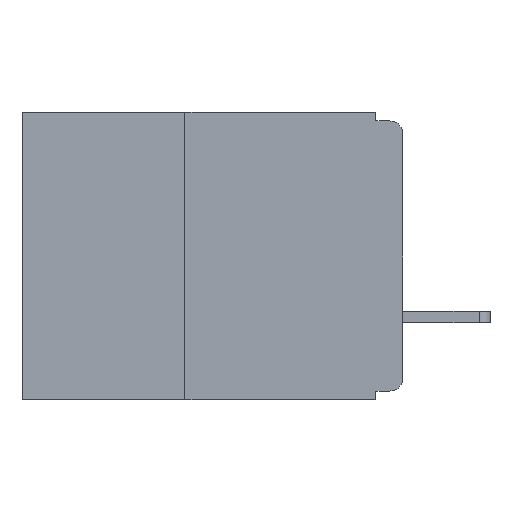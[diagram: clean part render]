
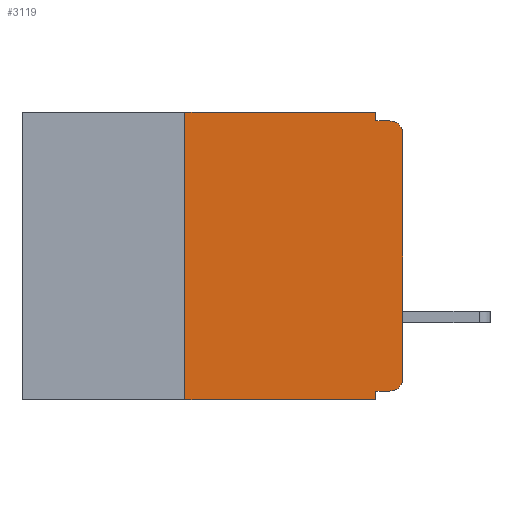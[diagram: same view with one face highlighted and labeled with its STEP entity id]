
A CAD part, left-side view. The second image highlights one B-rep face of the part: STEP entity #3119.
In plain terms, the highlighted planar face has unit normal (-1, 0, 0).
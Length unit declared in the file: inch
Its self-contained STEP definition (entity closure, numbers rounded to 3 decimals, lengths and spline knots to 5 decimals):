
#154 = VECTOR ( 'NONE', #4914, 39.37008 ) ;
#306 = VERTEX_POINT ( 'NONE', #9927 ) ;
#334 = CARTESIAN_POINT ( 'NONE',  ( 0., 0., 0. ) ) ;
#345 = DIRECTION ( 'NONE',  ( 0., 0., -1. ) ) ;
#698 = CIRCLE ( 'NONE', #5222, 0.015 ) ;
#812 = ORIENTED_EDGE ( 'NONE', *, *, #1068, .F. ) ;
#1068 = EDGE_CURVE ( 'NONE', #14557, #1692, #14868, .T. ) ;
#1146 = CARTESIAN_POINT ( 'NONE',  ( 0., 0.25, 0. ) ) ;
#1491 = EDGE_CURVE ( 'NONE', #5326, #8250, #11801, .T. ) ;
#1521 = VECTOR ( 'NONE', #9667, 39.37008 ) ;
#1692 = VERTEX_POINT ( 'NONE', #1146 ) ;
#1712 = DIRECTION ( 'NONE',  ( 0., -1., 0. ) ) ;
#2370 = CARTESIAN_POINT ( 'NONE',  ( 0., 0.015, -0.01 ) ) ;
#2508 = VERTEX_POINT ( 'NONE', #9418 ) ;
#3022 = EDGE_LOOP ( 'NONE', ( #6104, #9546, #5144, #8335, #9724, #812, #13632, #5738, #11845, #9202 ) ) ;
#3046 = VECTOR ( 'NONE', #12764, 39.37008 ) ;
#3073 = CARTESIAN_POINT ( 'NONE',  ( 0., 0., -0.305 ) ) ;
#3119 = ADVANCED_FACE ( 'NONE', ( #12215 ), #11714, .F. ) ;
#3361 = EDGE_CURVE ( 'NONE', #3584, #5392, #5180, .T. ) ;
#3441 = LINE ( 'NONE', #14721, #3046 ) ;
#3584 = VERTEX_POINT ( 'NONE', #7209 ) ;
#4048 = VECTOR ( 'NONE', #345, 39.37008 ) ;
#4484 = LINE ( 'NONE', #9451, #13569 ) ;
#4670 = CARTESIAN_POINT ( 'NONE',  ( 0., 0., -0.01 ) ) ;
#4914 = DIRECTION ( 'NONE',  ( 0., 1., 0. ) ) ;
#5144 = ORIENTED_EDGE ( 'NONE', *, *, #3361, .F. ) ;
#5180 = LINE ( 'NONE', #4670, #11001 ) ;
#5222 = AXIS2_PLACEMENT_3D ( 'NONE', #5759, #5744, #5729 ) ;
#5326 = VERTEX_POINT ( 'NONE', #3073 ) ;
#5379 = CARTESIAN_POINT ( 'NONE',  ( 0., 0., -0.025 ) ) ;
#5392 = VERTEX_POINT ( 'NONE', #2370 ) ;
#5453 = CARTESIAN_POINT ( 'NONE',  ( 0., 0.031, -0.32 ) ) ;
#5729 = DIRECTION ( 'NONE',  ( 0., 0., -1. ) ) ;
#5738 = ORIENTED_EDGE ( 'NONE', *, *, #13193, .F. ) ;
#5744 = DIRECTION ( 'NONE',  ( -1., 0., 0. ) ) ;
#5759 = CARTESIAN_POINT ( 'NONE',  ( 0., 0.015, -0.305 ) ) ;
#5901 = CARTESIAN_POINT ( 'NONE',  ( 0., 0.031, -0.33 ) ) ;
#5938 = EDGE_CURVE ( 'NONE', #2508, #10846, #9864, .T. ) ;
#6104 = ORIENTED_EDGE ( 'NONE', *, *, #1491, .T. ) ;
#6439 = CARTESIAN_POINT ( 'NONE',  ( 0., 0.25, -0.33 ) ) ;
#6581 = CARTESIAN_POINT ( 'NONE',  ( 0., 0.031, -0.33 ) ) ;
#6853 = CARTESIAN_POINT ( 'NONE',  ( 0., 0., -0.32 ) ) ;
#7134 = EDGE_CURVE ( 'NONE', #8250, #5392, #14805, .T. ) ;
#7209 = CARTESIAN_POINT ( 'NONE',  ( 0., 0.031, -0.01 ) ) ;
#7244 = EDGE_CURVE ( 'NONE', #2508, #5326, #698, .T. ) ;
#7245 = DIRECTION ( 'NONE',  ( 0., 0., -1. ) ) ;
#7283 = DIRECTION ( 'NONE',  ( -1., 0., 0. ) ) ;
#7287 = CARTESIAN_POINT ( 'NONE',  ( 0., 0.015, -0.025 ) ) ;
#7970 = DIRECTION ( 'NONE',  ( 1., 0., 0. ) ) ;
#8250 = VERTEX_POINT ( 'NONE', #5379 ) ;
#8335 = ORIENTED_EDGE ( 'NONE', *, *, #13550, .F. ) ;
#8507 = DIRECTION ( 'NONE',  ( 0., 0., -1. ) ) ;
#8675 = VERTEX_POINT ( 'NONE', #5901 ) ;
#9131 = AXIS2_PLACEMENT_3D ( 'NONE', #12099, #7970, #8507 ) ;
#9181 = VECTOR ( 'NONE', #11563, 39.37008 ) ;
#9202 = ORIENTED_EDGE ( 'NONE', *, *, #7244, .T. ) ;
#9401 = DIRECTION ( 'NONE',  ( 0., -1., 0. ) ) ;
#9418 = CARTESIAN_POINT ( 'NONE',  ( 0., 0.015, -0.32 ) ) ;
#9451 = CARTESIAN_POINT ( 'NONE',  ( 0., 0.437, 0. ) ) ;
#9546 = ORIENTED_EDGE ( 'NONE', *, *, #7134, .T. ) ;
#9667 = DIRECTION ( 'NONE',  ( 0., -1., 0. ) ) ;
#9702 = CARTESIAN_POINT ( 'NONE',  ( 0., 0.437, -0.33 ) ) ;
#9724 = ORIENTED_EDGE ( 'NONE', *, *, #10328, .F. ) ;
#9864 = LINE ( 'NONE', #6853, #154 ) ;
#9927 = CARTESIAN_POINT ( 'NONE',  ( 0., 0.031, 0. ) ) ;
#10219 = AXIS2_PLACEMENT_3D ( 'NONE', #7287, #7283, #7245 ) ;
#10291 = EDGE_CURVE ( 'NONE', #14557, #8675, #11401, .T. ) ;
#10328 = EDGE_CURVE ( 'NONE', #1692, #306, #4484, .T. ) ;
#10846 = VERTEX_POINT ( 'NONE', #5453 ) ;
#11001 = VECTOR ( 'NONE', #1712, 39.37008 ) ;
#11401 = LINE ( 'NONE', #9702, #1521 ) ;
#11563 = DIRECTION ( 'NONE',  ( 0., 0., 1. ) ) ;
#11590 = CARTESIAN_POINT ( 'NONE',  ( 0., 0.25, -0.33 ) ) ;
#11714 = PLANE ( 'NONE',  #9131 ) ;
#11801 = LINE ( 'NONE', #334, #14254 ) ;
#11845 = ORIENTED_EDGE ( 'NONE', *, *, #5938, .F. ) ;
#12099 = CARTESIAN_POINT ( 'NONE',  ( 0., 0.437, 0. ) ) ;
#12215 = FACE_OUTER_BOUND ( 'NONE', #3022, .T. ) ;
#12395 = DIRECTION ( 'NONE',  ( 0., 0., 1. ) ) ;
#12764 = DIRECTION ( 'NONE',  ( 0., 0., -1. ) ) ;
#13185 = LINE ( 'NONE', #6581, #4048 ) ;
#13193 = EDGE_CURVE ( 'NONE', #10846, #8675, #13185, .T. ) ;
#13550 = EDGE_CURVE ( 'NONE', #306, #3584, #3441, .T. ) ;
#13569 = VECTOR ( 'NONE', #9401, 39.37008 ) ;
#13632 = ORIENTED_EDGE ( 'NONE', *, *, #10291, .T. ) ;
#14254 = VECTOR ( 'NONE', #12395, 39.37008 ) ;
#14557 = VERTEX_POINT ( 'NONE', #6439 ) ;
#14721 = CARTESIAN_POINT ( 'NONE',  ( 0., 0.031, 0. ) ) ;
#14805 = CIRCLE ( 'NONE', #10219, 0.015 ) ;
#14868 = LINE ( 'NONE', #11590, #9181 ) ;
